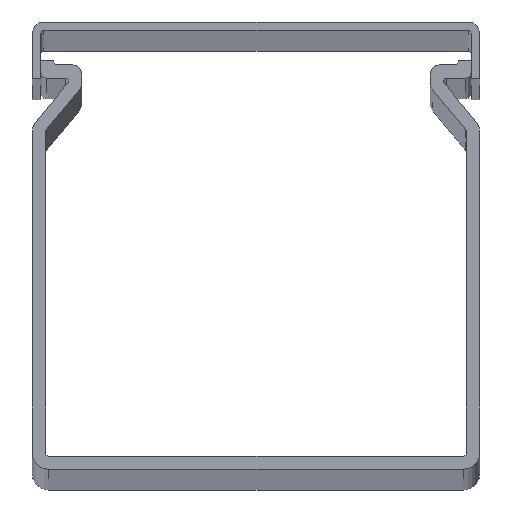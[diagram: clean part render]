
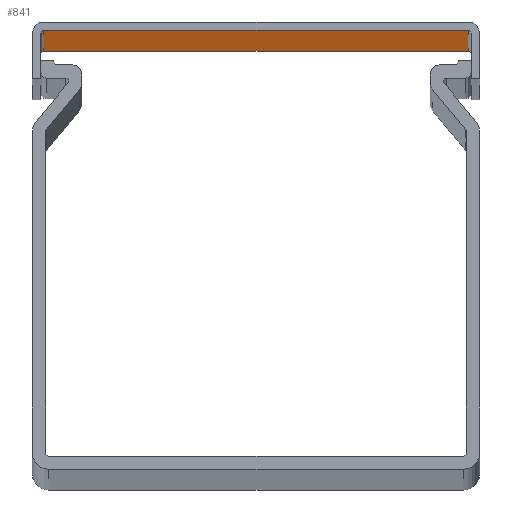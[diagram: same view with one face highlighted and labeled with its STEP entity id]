
A CAD part, top view. The second image highlights one B-rep face of the part: STEP entity #841.
In plain terms, the highlighted planar face has unit normal (0, -1, 0).
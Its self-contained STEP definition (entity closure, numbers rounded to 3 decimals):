
#25 = ORIENTED_EDGE ( 'NONE', *, *, #648, .F. ) ;
#131 = VERTEX_POINT ( 'NONE', #1322 ) ;
#161 = CARTESIAN_POINT ( 'NONE',  ( 1.4, 92.2, 500. ) ) ;
#193 = DIRECTION ( 'NONE',  ( 0., 0., 1. ) ) ;
#196 = LINE ( 'NONE', #2244, #1976 ) ;
#208 = AXIS2_PLACEMENT_3D ( 'NONE', #583, #986, #1607 ) ;
#248 = DIRECTION ( 'NONE',  ( 1., 0., 0. ) ) ;
#362 = LINE ( 'NONE', #2018, #597 ) ;
#475 = LINE ( 'NONE', #161, #2064 ) ;
#552 = EDGE_CURVE ( 'NONE', #2664, #1206, #475, .T. ) ;
#583 = CARTESIAN_POINT ( 'NONE',  ( 1.4, 92.2, 500. ) ) ;
#597 = VECTOR ( 'NONE', #1219, 1000. ) ;
#639 = EDGE_CURVE ( 'NONE', #1206, #131, #362, .T. ) ;
#648 = EDGE_CURVE ( 'NONE', #2664, #2050, #1170, .T. ) ;
#731 = VECTOR ( 'NONE', #248, 1000. ) ;
#826 = EDGE_CURVE ( 'NONE', #131, #2050, #196, .T. ) ;
#841 = ADVANCED_FACE ( 'NONE', ( #1841 ), #2665, .T. ) ;
#845 = CARTESIAN_POINT ( 'NONE',  ( 72.6, 92.2, 2000. ) ) ;
#986 = DIRECTION ( 'NONE',  ( 0., -1., 0. ) ) ;
#1170 = LINE ( 'NONE', #1342, #731 ) ;
#1206 = VERTEX_POINT ( 'NONE', #1936 ) ;
#1219 = DIRECTION ( 'NONE',  ( 1., 0., 0. ) ) ;
#1322 = CARTESIAN_POINT ( 'NONE',  ( 72.6, 92.2, 0. ) ) ;
#1342 = CARTESIAN_POINT ( 'NONE',  ( 1.4, 92.2, 2000. ) ) ;
#1607 = DIRECTION ( 'NONE',  ( 0., 0., -1. ) ) ;
#1841 = FACE_OUTER_BOUND ( 'NONE', #2056, .T. ) ;
#1921 = ORIENTED_EDGE ( 'NONE', *, *, #826, .T. ) ;
#1936 = CARTESIAN_POINT ( 'NONE',  ( 1.4, 92.2, 0. ) ) ;
#1976 = VECTOR ( 'NONE', #193, 1000. ) ;
#2018 = CARTESIAN_POINT ( 'NONE',  ( 0., 92.2, 0. ) ) ;
#2028 = CARTESIAN_POINT ( 'NONE',  ( 1.4, 92.2, 2000. ) ) ;
#2050 = VERTEX_POINT ( 'NONE', #845 ) ;
#2056 = EDGE_LOOP ( 'NONE', ( #2737, #2110, #1921, #25 ) ) ;
#2064 = VECTOR ( 'NONE', #2473, 1000. ) ;
#2110 = ORIENTED_EDGE ( 'NONE', *, *, #639, .T. ) ;
#2244 = CARTESIAN_POINT ( 'NONE',  ( 72.6, 92.2, 500. ) ) ;
#2473 = DIRECTION ( 'NONE',  ( 0., 0., -1. ) ) ;
#2664 = VERTEX_POINT ( 'NONE', #2028 ) ;
#2665 = PLANE ( 'NONE',  #208 ) ;
#2737 = ORIENTED_EDGE ( 'NONE', *, *, #552, .T. ) ;
